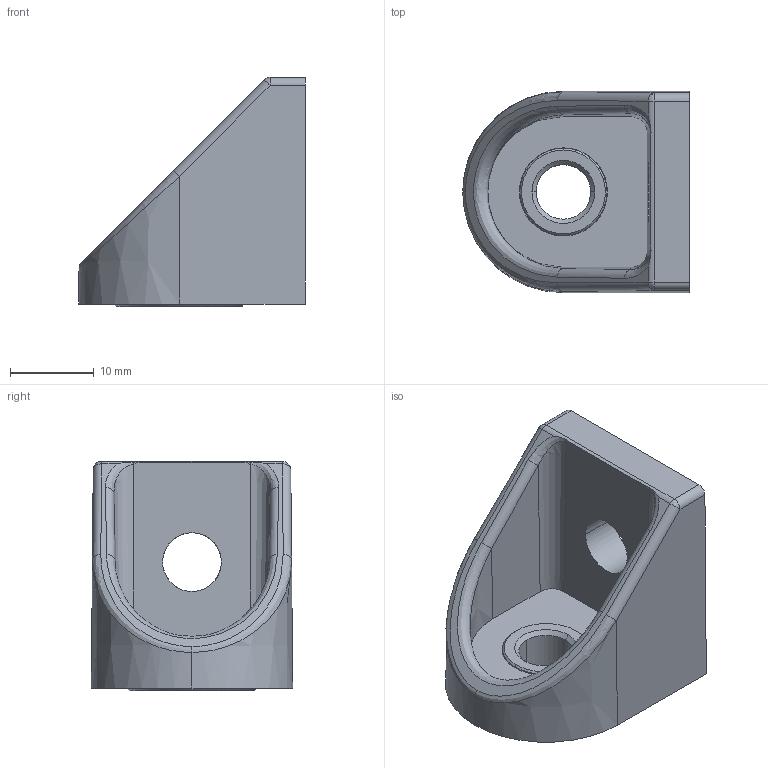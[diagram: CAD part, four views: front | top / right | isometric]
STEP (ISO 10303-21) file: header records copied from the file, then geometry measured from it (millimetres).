
FILE_DESCRIPTION (( 'STEP AP214' ), '1' );
FILE_NAME ('093wg301a.STEP', '2014-08-28T07:51:36', ( '' ), ( '' ), 'SwSTEP 2.0', 'SolidWorks 2014', '' );
FILE_SCHEMA (( 'AUTOMOTIVE_DESIGN' ));
Length unit declared in the file: millimetre
Products named in the file (1): 093wg301a
Bounding box: 27 x 24 x 27.3 mm (x, y, z)
Volume: 6522.8 mm3; surface area: 4349.2 mm2
Topology: 2 solids, 2 shells, 58 faces, 141 edges, 89 vertices
Faces by surface type: cylinder 19, cone 15, plane 14, bspline 10
Entity records: 3013 total; most frequent: CARTESIAN_POINT 975, DIRECTION 288, ORIENTED_EDGE 282, EDGE_CURVE 141, AXIS2_PLACEMENT_3D 116, VERTEX_POINT 89, CIRCLE 67, EDGE_LOOP 66
